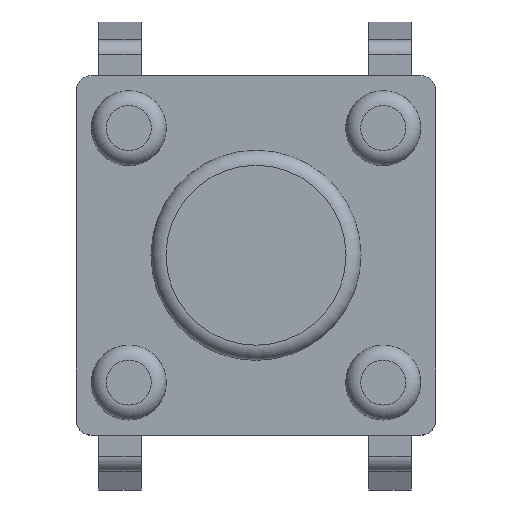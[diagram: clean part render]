
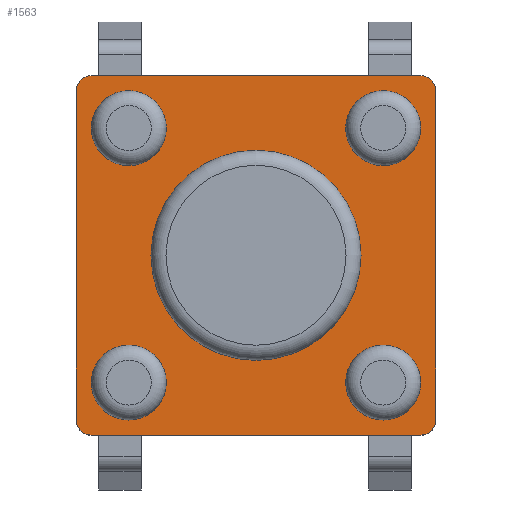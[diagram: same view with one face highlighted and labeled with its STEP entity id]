
A CAD part, top view. The second image highlights one B-rep face of the part: STEP entity #1563.
In plain terms, the highlighted planar face has unit normal (0, 0, 1).
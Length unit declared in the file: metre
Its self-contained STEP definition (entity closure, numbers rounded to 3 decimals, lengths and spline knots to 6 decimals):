
#72=CIRCLE('',#1764,0.000625);
#73=CIRCLE('',#1765,0.000625);
#74=CIRCLE('',#1766,0.000625);
#75=CIRCLE('',#1767,0.000625);
#76=CIRCLE('',#1768,0.00175);
#77=CIRCLE('',#1769,0.00025);
#78=CIRCLE('',#1770,0.00025);
#79=CIRCLE('',#1771,0.00025);
#80=CIRCLE('',#1772,0.00025);
#402=ORIENTED_EDGE('',*,*,#677,.T.);
#403=ORIENTED_EDGE('',*,*,#678,.T.);
#404=ORIENTED_EDGE('',*,*,#679,.T.);
#405=ORIENTED_EDGE('',*,*,#680,.T.);
#406=ORIENTED_EDGE('',*,*,#681,.T.);
#407=ORIENTED_EDGE('',*,*,#666,.F.);
#408=ORIENTED_EDGE('',*,*,#682,.T.);
#409=ORIENTED_EDGE('',*,*,#668,.T.);
#410=ORIENTED_EDGE('',*,*,#683,.T.);
#411=ORIENTED_EDGE('',*,*,#672,.T.);
#412=ORIENTED_EDGE('',*,*,#684,.T.);
#413=ORIENTED_EDGE('',*,*,#675,.F.);
#414=ORIENTED_EDGE('',*,*,#685,.T.);
#666=EDGE_CURVE('',#828,#829,#1000,.T.);
#668=EDGE_CURVE('',#830,#831,#1002,.T.);
#672=EDGE_CURVE('',#833,#832,#1006,.T.);
#675=EDGE_CURVE('',#834,#835,#1009,.T.);
#677=EDGE_CURVE('',#836,#836,#72,.F.);
#678=EDGE_CURVE('',#837,#837,#73,.F.);
#679=EDGE_CURVE('',#838,#838,#74,.F.);
#680=EDGE_CURVE('',#839,#839,#75,.F.);
#681=EDGE_CURVE('',#840,#840,#76,.F.);
#682=EDGE_CURVE('',#828,#830,#77,.T.);
#683=EDGE_CURVE('',#831,#833,#78,.T.);
#684=EDGE_CURVE('',#832,#835,#79,.T.);
#685=EDGE_CURVE('',#834,#829,#80,.T.);
#828=VERTEX_POINT('',#2608);
#829=VERTEX_POINT('',#2610);
#830=VERTEX_POINT('',#2614);
#831=VERTEX_POINT('',#2615);
#832=VERTEX_POINT('',#2620);
#833=VERTEX_POINT('',#2622);
#834=VERTEX_POINT('',#2626);
#835=VERTEX_POINT('',#2628);
#836=VERTEX_POINT('',#2632);
#837=VERTEX_POINT('',#2634);
#838=VERTEX_POINT('',#2636);
#839=VERTEX_POINT('',#2638);
#840=VERTEX_POINT('',#2640);
#1000=LINE('',#2609,#1156);
#1002=LINE('',#2613,#1158);
#1006=LINE('',#2621,#1162);
#1009=LINE('',#2627,#1165);
#1156=VECTOR('',#2126,1.);
#1158=VECTOR('',#2130,1.);
#1162=VECTOR('',#2136,1.);
#1165=VECTOR('',#2141,1.);
#1251=EDGE_LOOP('',(#402));
#1252=EDGE_LOOP('',(#403));
#1253=EDGE_LOOP('',(#404));
#1254=EDGE_LOOP('',(#405));
#1255=EDGE_LOOP('',(#406));
#1256=EDGE_LOOP('',(#407,#408,#409,#410,#411,#412,#413,#414));
#1377=FACE_BOUND('',#1251,.T.);
#1378=FACE_BOUND('',#1252,.T.);
#1379=FACE_BOUND('',#1253,.T.);
#1380=FACE_BOUND('',#1254,.T.);
#1381=FACE_BOUND('',#1255,.T.);
#1382=FACE_BOUND('',#1256,.T.);
#1490=PLANE('',#1763);
#1563=ADVANCED_FACE('',(#1377,#1378,#1379,#1380,#1381,#1382),#1490,.T.);
#1763=AXIS2_PLACEMENT_3D('',#2630,#2143,#2144);
#1764=AXIS2_PLACEMENT_3D('',#2631,#2145,#2146);
#1765=AXIS2_PLACEMENT_3D('',#2633,#2147,#2148);
#1766=AXIS2_PLACEMENT_3D('',#2635,#2149,#2150);
#1767=AXIS2_PLACEMENT_3D('',#2637,#2151,#2152);
#1768=AXIS2_PLACEMENT_3D('',#2639,#2153,#2154);
#1769=AXIS2_PLACEMENT_3D('',#2641,#2155,#2156);
#1770=AXIS2_PLACEMENT_3D('',#2642,#2157,#2158);
#1771=AXIS2_PLACEMENT_3D('',#2643,#2159,#2160);
#1772=AXIS2_PLACEMENT_3D('',#2644,#2161,#2162);
#2126=DIRECTION('',(0.,1.,0.));
#2130=DIRECTION('',(1.,0.,0.));
#2136=DIRECTION('',(0.,1.,0.));
#2141=DIRECTION('',(1.,0.,0.));
#2143=DIRECTION('',(0.,0.,1.));
#2144=DIRECTION('',(1.,0.,0.));
#2145=DIRECTION('',(0.,0.,1.));
#2146=DIRECTION('',(1.,0.,0.));
#2147=DIRECTION('',(0.,0.,1.));
#2148=DIRECTION('',(1.,0.,0.));
#2149=DIRECTION('',(0.,0.,1.));
#2150=DIRECTION('',(1.,0.,0.));
#2151=DIRECTION('',(0.,0.,1.));
#2152=DIRECTION('',(1.,0.,0.));
#2153=DIRECTION('',(0.,0.,1.));
#2154=DIRECTION('',(1.,0.,0.));
#2155=DIRECTION('',(0.,0.,1.));
#2156=DIRECTION('',(1.,0.,0.));
#2157=DIRECTION('',(0.,0.,1.));
#2158=DIRECTION('',(1.,0.,0.));
#2159=DIRECTION('',(0.,0.,1.));
#2160=DIRECTION('',(1.,0.,0.));
#2161=DIRECTION('',(0.,0.,1.));
#2162=DIRECTION('',(1.,0.,0.));
#2608=CARTESIAN_POINT('',(0.,0.00025,0.00361));
#2609=CARTESIAN_POINT('',(0.,0.002995,0.00361));
#2610=CARTESIAN_POINT('',(0.,0.00574,0.00361));
#2613=CARTESIAN_POINT('',(0.002995,0.,0.00361));
#2614=CARTESIAN_POINT('',(0.00025,0.,0.00361));
#2615=CARTESIAN_POINT('',(0.00574,0.,0.00361));
#2620=CARTESIAN_POINT('',(0.00599,0.00574,0.00361));
#2621=CARTESIAN_POINT('',(0.00599,0.002995,0.00361));
#2622=CARTESIAN_POINT('',(0.00599,0.00025,0.00361));
#2626=CARTESIAN_POINT('',(0.00025,0.00599,0.00361));
#2627=CARTESIAN_POINT('',(0.002995,0.00599,0.00361));
#2628=CARTESIAN_POINT('',(0.00574,0.00599,0.00361));
#2630=CARTESIAN_POINT('',(0.002995,0.002995,0.00361));
#2631=CARTESIAN_POINT('',(0.000875,0.005115,0.00361));
#2632=CARTESIAN_POINT('',(0.0015,0.005115,0.00361));
#2633=CARTESIAN_POINT('',(0.005115,0.005115,0.00361));
#2634=CARTESIAN_POINT('',(0.00574,0.005115,0.00361));
#2635=CARTESIAN_POINT('',(0.005115,0.000875,0.00361));
#2636=CARTESIAN_POINT('',(0.00574,0.000875,0.00361));
#2637=CARTESIAN_POINT('',(0.000875,0.000875,0.00361));
#2638=CARTESIAN_POINT('',(0.0015,0.000875,0.00361));
#2639=CARTESIAN_POINT('',(0.002995,0.002995,0.00361));
#2640=CARTESIAN_POINT('',(0.004745,0.002995,0.00361));
#2641=CARTESIAN_POINT('',(0.00025,0.00025,0.00361));
#2642=CARTESIAN_POINT('',(0.00574,0.00025,0.00361));
#2643=CARTESIAN_POINT('',(0.00574,0.00574,0.00361));
#2644=CARTESIAN_POINT('',(0.00025,0.00574,0.00361));
